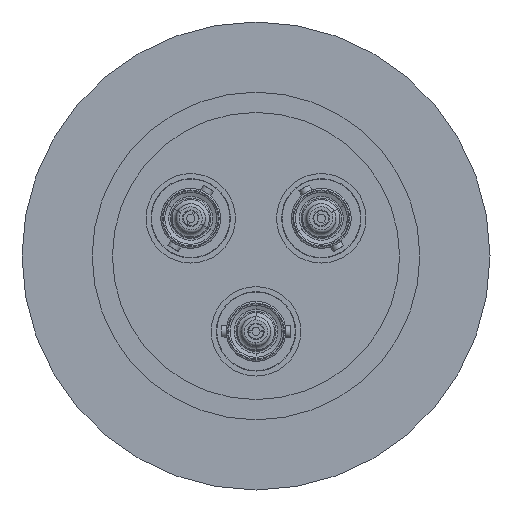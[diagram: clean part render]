
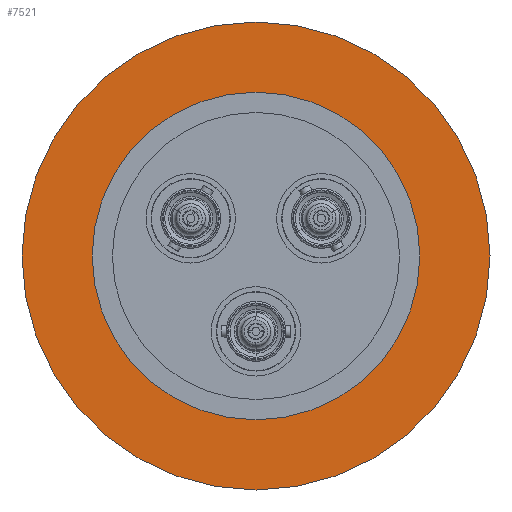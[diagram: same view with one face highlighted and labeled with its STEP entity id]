
A CAD part, front view. The second image highlights one B-rep face of the part: STEP entity #7521.
In plain terms, the highlighted planar face has unit normal (0, -1, 0).
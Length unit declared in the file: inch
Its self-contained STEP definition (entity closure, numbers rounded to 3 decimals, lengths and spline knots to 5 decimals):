
#508 = EDGE_CURVE ( 'NONE', #5967, #6095, #7753, .T. ) ;
#1097 = EDGE_CURVE ( 'NONE', #5972, #6040, #7764, .T. ) ;
#2076 = ORIENTED_EDGE ( 'NONE', *, *, #1097, .T. ) ;
#2077 = ORIENTED_EDGE ( 'NONE', *, *, #5028, .T. ) ;
#2078 = ORIENTED_EDGE ( 'NONE', *, *, #5040, .F. ) ;
#2079 = ORIENTED_EDGE ( 'NONE', *, *, #508, .F. ) ;
#3826 = AXIS2_PLACEMENT_3D ( 'NONE', #9609, #9610, #9611 ) ;
#3831 = AXIS2_PLACEMENT_3D ( 'NONE', #9625, #9626, #9627 ) ;
#5028 = EDGE_CURVE ( 'NONE', #6040, #5972, #19074, .T. ) ;
#5040 = EDGE_CURVE ( 'NONE', #6095, #5967, #19092, .T. ) ;
#5967 = VERTEX_POINT ( 'NONE', #22827 ) ;
#5972 = VERTEX_POINT ( 'NONE', #22832 ) ;
#6040 = VERTEX_POINT ( 'NONE', #22900 ) ;
#6095 = VERTEX_POINT ( 'NONE', #22955 ) ;
#6314 = EDGE_LOOP ( 'NONE', ( #2078, #2079 ) ) ;
#6318 = EDGE_LOOP ( 'NONE', ( #2076, #2077 ) ) ;
#7521 = ADVANCED_FACE ( 'NONE', ( #19737, #19745 ), #24031, .T. ) ;
#7753 = CIRCLE ( 'NONE', #3826, 1.475 ) ;
#7764 = CIRCLE ( 'NONE', #3831, 1.0325 ) ;
#9609 = CARTESIAN_POINT ( 'NONE',  ( 0., 0., 0. ) ) ;
#9610 = DIRECTION ( 'NONE',  ( 0., 1., 0. ) ) ;
#9611 = DIRECTION ( 'NONE',  ( 0., 0., 1. ) ) ;
#9625 = CARTESIAN_POINT ( 'NONE',  ( 0., 0., 0. ) ) ;
#9626 = DIRECTION ( 'NONE',  ( 0., 1., 0. ) ) ;
#9627 = DIRECTION ( 'NONE',  ( 0., 0., 1. ) ) ;
#19074 = CIRCLE ( 'NONE', #21002, 1.0325 ) ;
#19092 = CIRCLE ( 'NONE', #21008, 1.475 ) ;
#19737 = FACE_BOUND ( 'NONE', #6318, .T. ) ;
#19745 = FACE_OUTER_BOUND ( 'NONE', #6314, .T. ) ;
#21002 = AXIS2_PLACEMENT_3D ( 'NONE', #21350, #21351, #21352 ) ;
#21008 = AXIS2_PLACEMENT_3D ( 'NONE', #21381, #21382, #21383 ) ;
#21293 = AXIS2_PLACEMENT_3D ( 'NONE', #24027, #24034, #24036 ) ;
#21350 = CARTESIAN_POINT ( 'NONE',  ( 0., 0., 0. ) ) ;
#21351 = DIRECTION ( 'NONE',  ( 0., 1., 0. ) ) ;
#21352 = DIRECTION ( 'NONE',  ( 0., 0., 1. ) ) ;
#21381 = CARTESIAN_POINT ( 'NONE',  ( 0., 0., 0. ) ) ;
#21382 = DIRECTION ( 'NONE',  ( 0., 1., 0. ) ) ;
#21383 = DIRECTION ( 'NONE',  ( 0., 0., 1. ) ) ;
#22827 = CARTESIAN_POINT ( 'NONE',  ( 0., 0., -1.475 ) ) ;
#22832 = CARTESIAN_POINT ( 'NONE',  ( 0., 0., 1.0325 ) ) ;
#22900 = CARTESIAN_POINT ( 'NONE',  ( 0., 0., -1.0325 ) ) ;
#22955 = CARTESIAN_POINT ( 'NONE',  ( 0., 0., 1.475 ) ) ;
#24027 = CARTESIAN_POINT ( 'NONE',  ( -1.475, 0., 0. ) ) ;
#24031 = PLANE ( 'NONE',  #21293 ) ;
#24034 = DIRECTION ( 'NONE',  ( 0., -1., 0. ) ) ;
#24036 = DIRECTION ( 'NONE',  ( 0., 0., -1. ) ) ;
